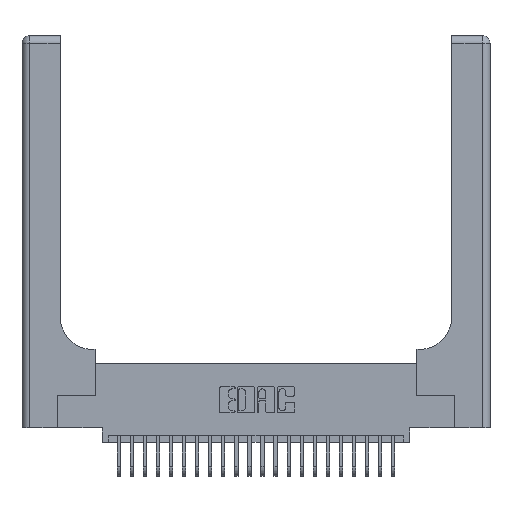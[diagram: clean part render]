
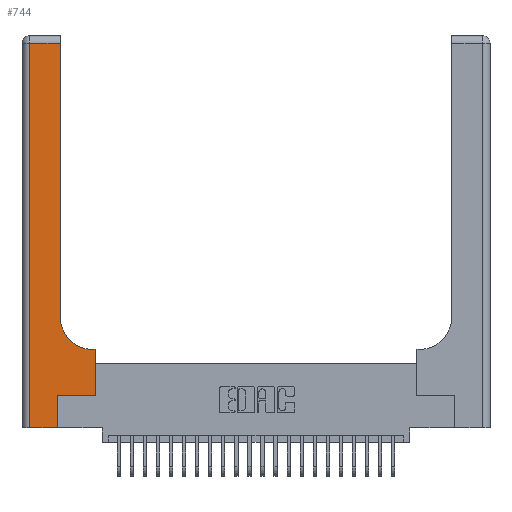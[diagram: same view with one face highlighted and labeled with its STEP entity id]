
A CAD part, top view. The second image highlights one B-rep face of the part: STEP entity #744.
In plain terms, the highlighted planar face has unit normal (0, 0, 1).
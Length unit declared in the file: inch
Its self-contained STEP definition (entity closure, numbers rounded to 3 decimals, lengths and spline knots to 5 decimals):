
#401 = DIRECTION ( 'NONE',  ( 1., 0., 0. ) ) ;
#667 = CARTESIAN_POINT ( 'NONE',  ( 0.5585, 0.25, 0.37 ) ) ;
#744 = ADVANCED_FACE ( 'NONE', ( #17857 ), #21902, .F. ) ;
#924 = AXIS2_PLACEMENT_3D ( 'NONE', #15677, #13644, #26069 ) ;
#1674 = CARTESIAN_POINT ( 'NONE',  ( 0., 0., 0.37 ) ) ;
#1831 = CARTESIAN_POINT ( 'NONE',  ( 0.5585, 0.6, 0.37 ) ) ;
#3356 = DIRECTION ( 'NONE',  ( 0., 1., 0. ) ) ;
#3757 = ORIENTED_EDGE ( 'NONE', *, *, #21266, .T. ) ;
#3883 = CARTESIAN_POINT ( 'NONE',  ( 0.06, 2.94, 0.37 ) ) ;
#4034 = LINE ( 'NONE', #16822, #19997 ) ;
#4700 = VECTOR ( 'NONE', #22336, 39.37008 ) ;
#5484 = AXIS2_PLACEMENT_3D ( 'NONE', #9676, #22460, #22364 ) ;
#6224 = EDGE_CURVE ( 'NONE', #25965, #26453, #19051, .T. ) ;
#6351 = CARTESIAN_POINT ( 'NONE',  ( 0.2915, 2.94, 0.37 ) ) ;
#6839 = EDGE_CURVE ( 'NONE', #23731, #25965, #9544, .T. ) ;
#7612 = DIRECTION ( 'NONE',  ( 0., 1., 0. ) ) ;
#7665 = EDGE_LOOP ( 'NONE', ( #8850, #20390, #15694, #25605, #25362, #21857, #3757, #14746, #14458 ) ) ;
#7831 = LINE ( 'NONE', #11616, #18945 ) ;
#7909 = CIRCLE ( 'NONE', #5484, 0.25 ) ;
#8776 = VERTEX_POINT ( 'NONE', #20865 ) ;
#8850 = ORIENTED_EDGE ( 'NONE', *, *, #6839, .T. ) ;
#9544 = LINE ( 'NONE', #20084, #20965 ) ;
#9676 = CARTESIAN_POINT ( 'NONE',  ( 0.5415, 0.85, 0.37 ) ) ;
#10256 = LINE ( 'NONE', #24816, #18758 ) ;
#11053 = VERTEX_POINT ( 'NONE', #13582 ) ;
#11616 = CARTESIAN_POINT ( 'NONE',  ( 0.5585, 0.25, 0.37 ) ) ;
#12508 = CARTESIAN_POINT ( 'NONE',  ( 0.269, 0.25, 0.37 ) ) ;
#12867 = LINE ( 'NONE', #15931, #23046 ) ;
#13582 = CARTESIAN_POINT ( 'NONE',  ( 0.5415, 0.6, 0.37 ) ) ;
#13644 = DIRECTION ( 'NONE',  ( 0., 0., -1. ) ) ;
#14368 = VERTEX_POINT ( 'NONE', #16577 ) ;
#14458 = ORIENTED_EDGE ( 'NONE', *, *, #20096, .T. ) ;
#14685 = LINE ( 'NONE', #21743, #23529 ) ;
#14746 = ORIENTED_EDGE ( 'NONE', *, *, #17483, .T. ) ;
#15677 = CARTESIAN_POINT ( 'NONE',  ( 0., 3., 0.37 ) ) ;
#15694 = ORIENTED_EDGE ( 'NONE', *, *, #26267, .T. ) ;
#15931 = CARTESIAN_POINT ( 'NONE',  ( 0.2915, 0.6, 0.37 ) ) ;
#16577 = CARTESIAN_POINT ( 'NONE',  ( 0.269, 0., 0.37 ) ) ;
#16646 = EDGE_CURVE ( 'NONE', #8776, #14368, #23067, .T. ) ;
#16822 = CARTESIAN_POINT ( 'NONE',  ( 0.269, 0.25, 0.37 ) ) ;
#17236 = VERTEX_POINT ( 'NONE', #667 ) ;
#17483 = EDGE_CURVE ( 'NONE', #19489, #11053, #12867, .T. ) ;
#17857 = FACE_OUTER_BOUND ( 'NONE', #7665, .T. ) ;
#18259 = DIRECTION ( 'NONE',  ( 1., 0., 0. ) ) ;
#18370 = EDGE_CURVE ( 'NONE', #14368, #24866, #10256, .T. ) ;
#18758 = VECTOR ( 'NONE', #24989, 39.37008 ) ;
#18945 = VECTOR ( 'NONE', #7612, 39.37008 ) ;
#19051 = LINE ( 'NONE', #26412, #4700 ) ;
#19445 = DIRECTION ( 'NONE',  ( 0., -1., 0. ) ) ;
#19489 = VERTEX_POINT ( 'NONE', #1831 ) ;
#19997 = VECTOR ( 'NONE', #401, 39.37008 ) ;
#20084 = CARTESIAN_POINT ( 'NONE',  ( 0.2915, 3., 0.37 ) ) ;
#20096 = EDGE_CURVE ( 'NONE', #11053, #23731, #7909, .T. ) ;
#20390 = ORIENTED_EDGE ( 'NONE', *, *, #6224, .T. ) ;
#20865 = CARTESIAN_POINT ( 'NONE',  ( 0.06, 0., 0.37 ) ) ;
#20965 = VECTOR ( 'NONE', #3356, 39.37008 ) ;
#21266 = EDGE_CURVE ( 'NONE', #17236, #19489, #7831, .T. ) ;
#21743 = CARTESIAN_POINT ( 'NONE',  ( 0.06, 3., 0.37 ) ) ;
#21857 = ORIENTED_EDGE ( 'NONE', *, *, #25204, .T. ) ;
#21902 = PLANE ( 'NONE',  #924 ) ;
#22140 = DIRECTION ( 'NONE',  ( -1., 0., 0. ) ) ;
#22336 = DIRECTION ( 'NONE',  ( -1., 0., 0. ) ) ;
#22364 = DIRECTION ( 'NONE',  ( 1., 0., 0. ) ) ;
#22460 = DIRECTION ( 'NONE',  ( 0., 0., -1. ) ) ;
#23046 = VECTOR ( 'NONE', #22140, 39.37008 ) ;
#23067 = LINE ( 'NONE', #1674, #25774 ) ;
#23529 = VECTOR ( 'NONE', #19445, 39.37008 ) ;
#23731 = VERTEX_POINT ( 'NONE', #25373 ) ;
#24816 = CARTESIAN_POINT ( 'NONE',  ( 0.269, 0., 0.37 ) ) ;
#24866 = VERTEX_POINT ( 'NONE', #12508 ) ;
#24989 = DIRECTION ( 'NONE',  ( 0., 1., 0. ) ) ;
#25204 = EDGE_CURVE ( 'NONE', #24866, #17236, #4034, .T. ) ;
#25362 = ORIENTED_EDGE ( 'NONE', *, *, #18370, .T. ) ;
#25373 = CARTESIAN_POINT ( 'NONE',  ( 0.2915, 0.85, 0.37 ) ) ;
#25605 = ORIENTED_EDGE ( 'NONE', *, *, #16646, .T. ) ;
#25774 = VECTOR ( 'NONE', #18259, 39.37008 ) ;
#25965 = VERTEX_POINT ( 'NONE', #6351 ) ;
#26069 = DIRECTION ( 'NONE',  ( -1., 0., 0. ) ) ;
#26267 = EDGE_CURVE ( 'NONE', #26453, #8776, #14685, .T. ) ;
#26412 = CARTESIAN_POINT ( 'NONE',  ( 0., 2.94, 0.37 ) ) ;
#26453 = VERTEX_POINT ( 'NONE', #3883 ) ;
